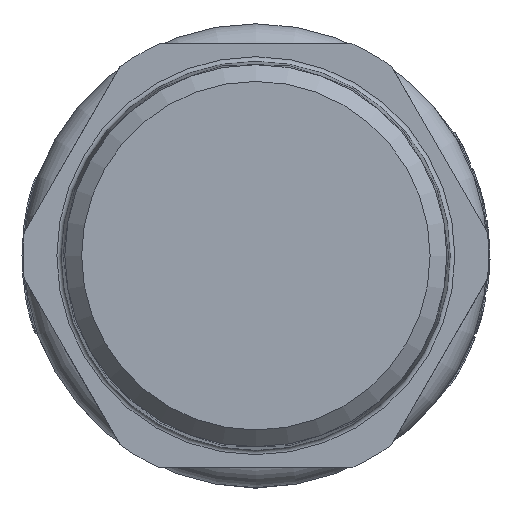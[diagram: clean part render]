
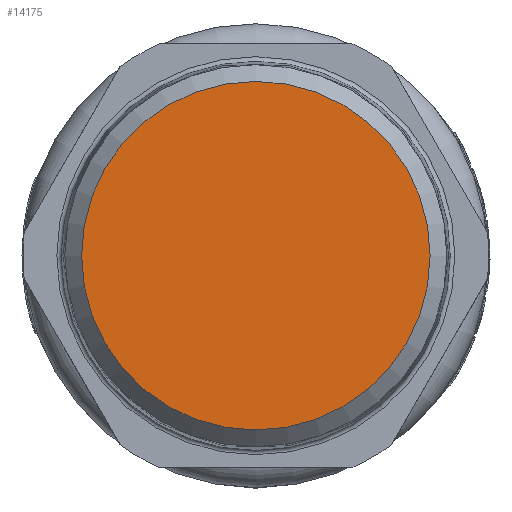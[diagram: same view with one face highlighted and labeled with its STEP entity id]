
A CAD part, left-side view. The second image highlights one B-rep face of the part: STEP entity #14175.
In plain terms, the highlighted planar face has unit normal (-1, 0, 0).
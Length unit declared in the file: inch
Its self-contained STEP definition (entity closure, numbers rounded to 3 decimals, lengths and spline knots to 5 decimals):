
#3151=FACE_OUTER_BOUND('',#3911,.T.);
#3911=EDGE_LOOP('',(#12249,#12250));
#4597=CIRCLE('',#15503,0.744);
#4598=CIRCLE('',#15504,0.744);
#6003=VERTEX_POINT('',#29776);
#6004=VERTEX_POINT('',#29777);
#8098=EDGE_CURVE('',#6003,#6004,#4597,.T.);
#8099=EDGE_CURVE('',#6004,#6003,#4598,.T.);
#12249=ORIENTED_EDGE('',*,*,#8098,.T.);
#12250=ORIENTED_EDGE('',*,*,#8099,.T.);
#12719=PLANE('',#15502);
#14175=ADVANCED_FACE('',(#3151),#12719,.T.);
#15502=AXIS2_PLACEMENT_3D('',#29775,#18658,#18659);
#15503=AXIS2_PLACEMENT_3D('',#29778,#18660,#18661);
#15504=AXIS2_PLACEMENT_3D('',#29779,#18662,#18663);
#18658=DIRECTION('center_axis',(-1.,0.,0.));
#18659=DIRECTION('ref_axis',(0.,1.,0.));
#18660=DIRECTION('center_axis',(-1.,0.,0.));
#18661=DIRECTION('ref_axis',(0.,-1.,0.));
#18662=DIRECTION('center_axis',(-1.,0.,0.));
#18663=DIRECTION('ref_axis',(0.,-1.,0.));
#29775=CARTESIAN_POINT('Origin',(-1.484,-0.81333,0.));
#29776=CARTESIAN_POINT('',(-1.484,-0.744,0.));
#29777=CARTESIAN_POINT('',(-1.484,0.744,0.));
#29778=CARTESIAN_POINT('Origin',(-1.484,0.,
0.));
#29779=CARTESIAN_POINT('Origin',(-1.484,0.,
0.));
